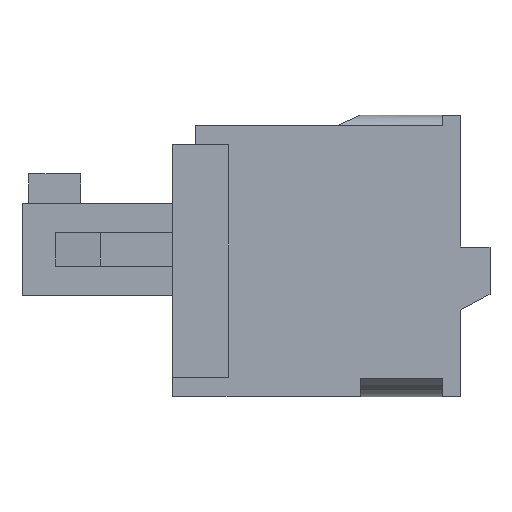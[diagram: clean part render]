
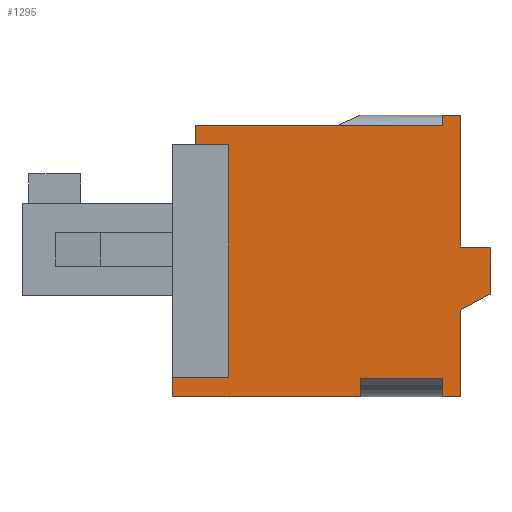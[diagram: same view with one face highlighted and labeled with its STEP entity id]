
A CAD part, left-side view. The second image highlights one B-rep face of the part: STEP entity #1295.
In plain terms, the highlighted planar face has unit normal (-1, 0, 0).
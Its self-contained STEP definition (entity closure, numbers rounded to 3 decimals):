
#1295 = ADVANCED_FACE( '', ( #2885 ), #2886, .T. );
#2885 = FACE_OUTER_BOUND( '', #4822, .T. );
#2886 = PLANE( '', #4823 );
#4822 = EDGE_LOOP( '', ( #8438, #8439, #8440, #8441, #8442, #8443, #8444, #8445, #8446, #8447, #8448, #8449, #8450, #8451, #8452, #8453, #8454, #8455 ) );
#4823 = AXIS2_PLACEMENT_3D( '', #8456, #8457, #8458 );
#8438 = ORIENTED_EDGE( '', *, *, #13414, .T. );
#8439 = ORIENTED_EDGE( '', *, *, #12476, .T. );
#8440 = ORIENTED_EDGE( '', *, *, #13415, .F. );
#8441 = ORIENTED_EDGE( '', *, *, #13416, .F. );
#8442 = ORIENTED_EDGE( '', *, *, #13417, .T. );
#8443 = ORIENTED_EDGE( '', *, *, #12992, .T. );
#8444 = ORIENTED_EDGE( '', *, *, #13418, .T. );
#8445 = ORIENTED_EDGE( '', *, *, #13419, .F. );
#8446 = ORIENTED_EDGE( '', *, *, #13100, .T. );
#8447 = ORIENTED_EDGE( '', *, *, #13420, .T. );
#8448 = ORIENTED_EDGE( '', *, *, #13421, .T. );
#8449 = ORIENTED_EDGE( '', *, *, #13422, .F. );
#8450 = ORIENTED_EDGE( '', *, *, #13423, .F. );
#8451 = ORIENTED_EDGE( '', *, *, #13424, .T. );
#8452 = ORIENTED_EDGE( '', *, *, #13425, .F. );
#8453 = ORIENTED_EDGE( '', *, *, #13272, .T. );
#8454 = ORIENTED_EDGE( '', *, *, #12715, .T. );
#8455 = ORIENTED_EDGE( '', *, *, #12562, .T. );
#8456 = CARTESIAN_POINT( '', ( -6.115, -7.05, -6.25 ) );
#8457 = DIRECTION( '', ( -1., 0., 0. ) );
#8458 = DIRECTION( '', ( 0., 0., 1. ) );
#12476 = EDGE_CURVE( '', #15211, #15209, #15212, .T. );
#12562 = EDGE_CURVE( '', #15365, #15363, #15366, .T. );
#12715 = EDGE_CURVE( '', #15624, #15365, #15625, .T. );
#12992 = EDGE_CURVE( '', #16065, #16063, #16066, .T. );
#13100 = EDGE_CURVE( '', #16231, #16229, #16232, .T. );
#13272 = EDGE_CURVE( '', #16488, #15624, #16489, .T. );
#13414 = EDGE_CURVE( '', #15363, #15211, #16692, .T. );
#13415 = EDGE_CURVE( '', #16693, #15209, #16694, .T. );
#13416 = EDGE_CURVE( '', #16695, #16693, #16696, .T. );
#13417 = EDGE_CURVE( '', #16695, #16065, #16697, .T. );
#13418 = EDGE_CURVE( '', #16063, #16698, #16699, .T. );
#13419 = EDGE_CURVE( '', #16231, #16698, #16700, .T. );
#13420 = EDGE_CURVE( '', #16229, #16701, #16702, .T. );
#13421 = EDGE_CURVE( '', #16701, #16703, #16704, .T. );
#13422 = EDGE_CURVE( '', #16705, #16703, #16706, .T. );
#13423 = EDGE_CURVE( '', #16707, #16705, #16708, .T. );
#13424 = EDGE_CURVE( '', #16707, #16709, #16710, .T. );
#13425 = EDGE_CURVE( '', #16488, #16709, #16711, .T. );
#15209 = VERTEX_POINT( '', #19079 );
#15211 = VERTEX_POINT( '', #19082 );
#15212 = LINE( '', #19083, #19084 );
#15363 = VERTEX_POINT( '', #19305 );
#15365 = VERTEX_POINT( '', #19308 );
#15366 = LINE( '', #19309, #19310 );
#15624 = VERTEX_POINT( '', #19679 );
#15625 = LINE( '', #19680, #19681 );
#16063 = VERTEX_POINT( '', #20332 );
#16065 = VERTEX_POINT( '', #20335 );
#16066 = LINE( '', #20336, #20337 );
#16229 = VERTEX_POINT( '', #20590 );
#16231 = VERTEX_POINT( '', #20593 );
#16232 = LINE( '', #20594, #20595 );
#16488 = VERTEX_POINT( '', #20993 );
#16489 = LINE( '', #20994, #20995 );
#16692 = LINE( '', #21297, #21298 );
#16693 = VERTEX_POINT( '', #21299 );
#16694 = LINE( '', #21300, #21301 );
#16695 = VERTEX_POINT( '', #21302 );
#16696 = LINE( '', #21303, #21304 );
#16697 = LINE( '', #21305, #21306 );
#16698 = VERTEX_POINT( '', #21307 );
#16699 = LINE( '', #21308, #21309 );
#16700 = LINE( '', #21310, #21311 );
#16701 = VERTEX_POINT( '', #21312 );
#16702 = LINE( '', #21313, #21314 );
#16703 = VERTEX_POINT( '', #21315 );
#16704 = LINE( '', #21316, #21317 );
#16705 = VERTEX_POINT( '', #21318 );
#16706 = LINE( '', #21319, #21320 );
#16707 = VERTEX_POINT( '', #21321 );
#16708 = LINE( '', #21322, #21323 );
#16709 = VERTEX_POINT( '', #21324 );
#16710 = LINE( '', #21325, #21326 );
#16711 = LINE( '', #21327, #21328 );
#19079 = CARTESIAN_POINT( '', ( -6.115, 7.05, -5.4 ) );
#19082 = CARTESIAN_POINT( '', ( -6.115, 4.55, -5.4 ) );
#19083 = CARTESIAN_POINT( '', ( -6.115, 7.05, -5.4 ) );
#19084 = VECTOR( '', #23574, 1000. );
#19305 = CARTESIAN_POINT( '', ( -6.115, 4.55, 4.95 ) );
#19308 = CARTESIAN_POINT( '', ( -6.115, 6.05, 4.95 ) );
#19309 = CARTESIAN_POINT( '', ( -6.115, 6.05, 4.95 ) );
#19310 = VECTOR( '', #23667, 1000. );
#19679 = CARTESIAN_POINT( '', ( -6.115, 6.05, 5.8 ) );
#19680 = CARTESIAN_POINT( '', ( -6.115, 6.05, 5.8 ) );
#19681 = VECTOR( '', #23827, 1000. );
#20332 = CARTESIAN_POINT( '', ( -6.115, -4.95, -5.45 ) );
#20335 = CARTESIAN_POINT( '', ( -6.115, -1.3, -5.45 ) );
#20336 = CARTESIAN_POINT( '', ( -6.115, -1.3, -5.45 ) );
#20337 = VECTOR( '', #24096, 1000. );
#20590 = CARTESIAN_POINT( '', ( -6.115, -5.75, -2.4 ) );
#20593 = CARTESIAN_POINT( '', ( -6.115, -5.75, -6.25 ) );
#20594 = CARTESIAN_POINT( '', ( -6.115, -5.75, -6.25 ) );
#20595 = VECTOR( '', #24191, 1000. );
#20993 = CARTESIAN_POINT( '', ( -6.115, -4.95, 5.8 ) );
#20994 = CARTESIAN_POINT( '', ( -6.115, -0.25, 5.8 ) );
#20995 = VECTOR( '', #24358, 1000. );
#21297 = CARTESIAN_POINT( '', ( -6.115, 4.55, 17.064 ) );
#21298 = VECTOR( '', #24482, 1000. );
#21299 = CARTESIAN_POINT( '', ( -6.115, 7.05, -6.25 ) );
#21300 = CARTESIAN_POINT( '', ( -6.115, 7.05, -6.25 ) );
#21301 = VECTOR( '', #24483, 1000. );
#21302 = CARTESIAN_POINT( '', ( -6.115, -1.3, -6.25 ) );
#21303 = CARTESIAN_POINT( '', ( -6.115, -7.05, -6.25 ) );
#21304 = VECTOR( '', #24484, 1000. );
#21305 = CARTESIAN_POINT( '', ( -6.115, -1.3, -6.25 ) );
#21306 = VECTOR( '', #24485, 1000. );
#21307 = CARTESIAN_POINT( '', ( -6.115, -4.95, -6.25 ) );
#21308 = CARTESIAN_POINT( '', ( -6.115, -4.95, -5.45 ) );
#21309 = VECTOR( '', #24486, 1000. );
#21310 = CARTESIAN_POINT( '', ( -6.115, -7.05, -6.25 ) );
#21311 = VECTOR( '', #24487, 1000. );
#21312 = CARTESIAN_POINT( '', ( -6.115, -7.05, -1.7 ) );
#21313 = CARTESIAN_POINT( '', ( -6.115, -5.75, -2.4 ) );
#21314 = VECTOR( '', #24488, 1000. );
#21315 = CARTESIAN_POINT( '', ( -6.115, -7.05, 0.4 ) );
#21316 = CARTESIAN_POINT( '', ( -6.115, -7.05, -6.25 ) );
#21317 = VECTOR( '', #24489, 1000. );
#21318 = CARTESIAN_POINT( '', ( -6.115, -5.75, 0.4 ) );
#21319 = CARTESIAN_POINT( '', ( -6.115, -7.05, 0.4 ) );
#21320 = VECTOR( '', #24490, 1000. );
#21321 = CARTESIAN_POINT( '', ( -6.115, -5.75, 6.25 ) );
#21322 = CARTESIAN_POINT( '', ( -6.115, -5.75, 6.25 ) );
#21323 = VECTOR( '', #24491, 1000. );
#21324 = CARTESIAN_POINT( '', ( -6.115, -4.95, 6.25 ) );
#21325 = CARTESIAN_POINT( '', ( -6.115, -7.05, 6.25 ) );
#21326 = VECTOR( '', #24492, 1000. );
#21327 = CARTESIAN_POINT( '', ( -6.115, -4.95, -16.214 ) );
#21328 = VECTOR( '', #24493, 1000. );
#23574 = DIRECTION( '', ( 0., 1., 0. ) );
#23667 = DIRECTION( '', ( 0., -1., 0. ) );
#23827 = DIRECTION( '', ( 0., 0., -1. ) );
#24096 = DIRECTION( '', ( 0., -1., 0. ) );
#24191 = DIRECTION( '', ( 0., 0., 1. ) );
#24358 = DIRECTION( '', ( 0., 1., 0. ) );
#24482 = DIRECTION( '', ( 0., 0., -1. ) );
#24483 = DIRECTION( '', ( 0., 0., 1. ) );
#24484 = DIRECTION( '', ( 0., 1., 0. ) );
#24485 = DIRECTION( '', ( 0., 0., 1. ) );
#24486 = DIRECTION( '', ( 0., 0., -1. ) );
#24487 = DIRECTION( '', ( 0., 1., 0. ) );
#24488 = DIRECTION( '', ( 0., -0.88, 0.474 ) );
#24489 = DIRECTION( '', ( 0., 0., 1. ) );
#24490 = DIRECTION( '', ( 0., -1., 0. ) );
#24491 = DIRECTION( '', ( 0., 0., -1. ) );
#24492 = DIRECTION( '', ( 0., 1., 0. ) );
#24493 = DIRECTION( '', ( 0., 0., 1. ) );
